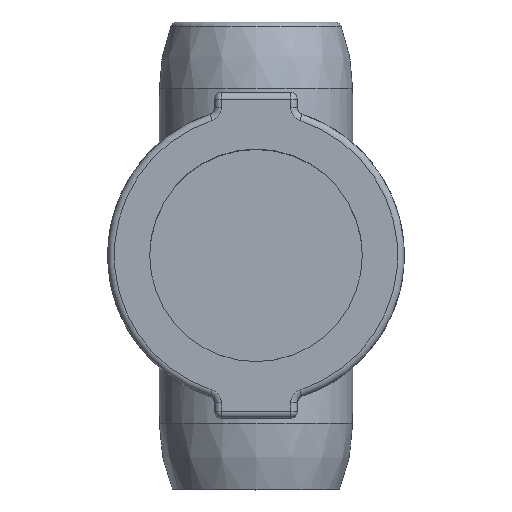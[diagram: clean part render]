
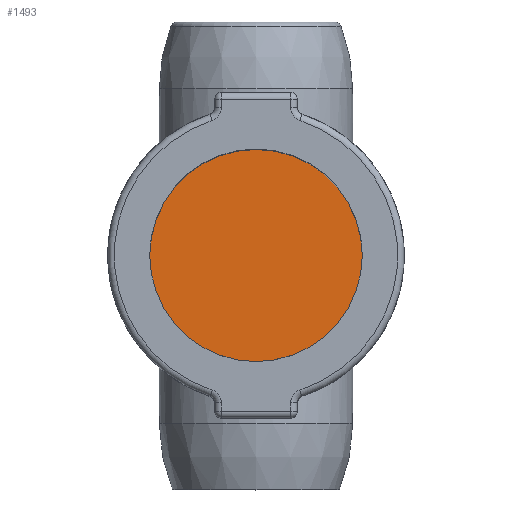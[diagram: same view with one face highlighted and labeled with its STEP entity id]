
A CAD part, top view. The second image highlights one B-rep face of the part: STEP entity #1493.
In plain terms, the highlighted planar face has unit normal (0, 0, 1).
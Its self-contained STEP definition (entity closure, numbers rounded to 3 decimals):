
#262=FACE_OUTER_BOUND('',#365,.T.);
#365=EDGE_LOOP('',(#1383,#1384));
#469=CIRCLE('',#1677,8.);
#470=CIRCLE('',#1678,8.);
#706=VERTEX_POINT('',#3843);
#707=VERTEX_POINT('',#3845);
#929=EDGE_CURVE('',#707,#706,#469,.T.);
#930=EDGE_CURVE('',#706,#707,#470,.T.);
#1383=ORIENTED_EDGE('',*,*,#929,.T.);
#1384=ORIENTED_EDGE('',*,*,#930,.T.);
#1399=PLANE('',#1686);
#1493=ADVANCED_FACE('',(#262),#1399,.T.);
#1677=AXIS2_PLACEMENT_3D('',#3846,#2077,#2078);
#1678=AXIS2_PLACEMENT_3D('',#3847,#2079,#2080);
#1686=AXIS2_PLACEMENT_3D('',#3885,#2096,#2097);
#2077=DIRECTION('center_axis',(0.,0.,1.));
#2078=DIRECTION('ref_axis',(1.,0.,0.));
#2079=DIRECTION('center_axis',(0.,0.,1.));
#2080=DIRECTION('ref_axis',(1.,0.,0.));
#2096=DIRECTION('center_axis',(0.,0.,1.));
#2097=DIRECTION('ref_axis',(1.,0.,0.));
#3843=CARTESIAN_POINT('',(-8.,0.,9.6));
#3845=CARTESIAN_POINT('',(8.,0.,9.6));
#3846=CARTESIAN_POINT('Origin',(0.,0.,9.6));
#3847=CARTESIAN_POINT('Origin',(0.,0.,9.6));
#3885=CARTESIAN_POINT('Origin',(0.,0.,9.6));
